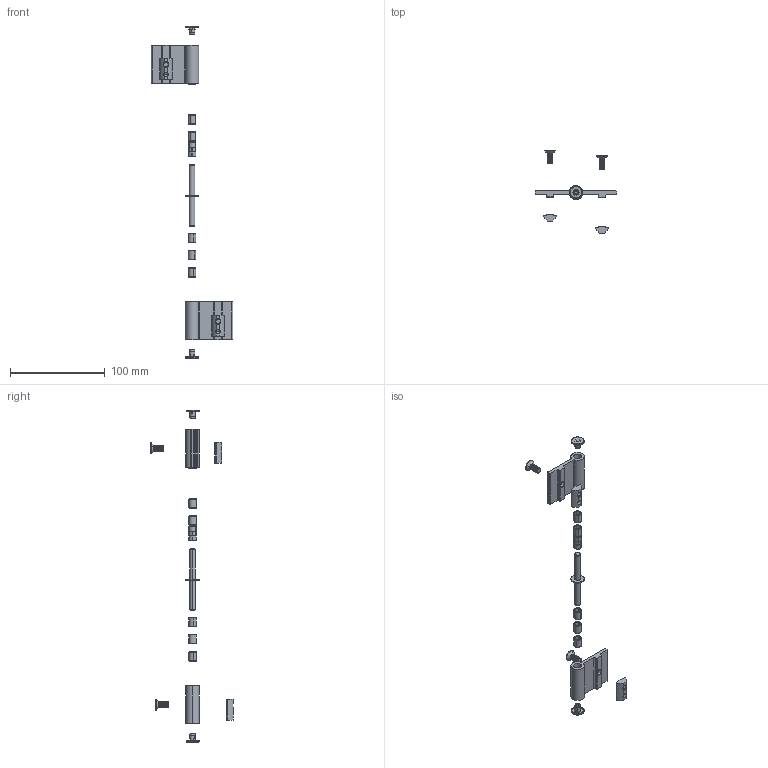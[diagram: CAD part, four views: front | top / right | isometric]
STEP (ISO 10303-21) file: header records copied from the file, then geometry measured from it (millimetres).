
FILE_DESCRIPTION(('STEP AP214'),'1');
FILE_NAME('fath_095al40n0840n08s01.stp','2017-04-24T02:23:15',('TraceParts'),('TraceParts S.A.'),'Spatial InterOp 3D',' ',' ');
FILE_SCHEMA(('automotive_design'));
Length unit declared in the file: millimetre
Products named in the file (17): fath_095al40n0840n08s01_1; fath_095al40n0840n08s01_2; fath_095al40n0840n08s01_3; fath_095al40n0840n08s01_4; fath_095al40n0840n08s01_5; fath_095al40n0840n08s01_6; fath_095al40n0840n08s01_7; fath_095al40n0840n08s01_8; fath_095al40n0840n08s01_9; fath_095al40n0840n08s01_10; fath_095al40n0840n08s01_11; fath_095al40n0840n08s01_12; fath_095al40n0840n08s01_13; fath_095al40n0840n08s01_14; fath_095al40n0840n08s01_15; fath_095al40n0840n08s01_16; fath_095al40n0840n08s01_17
Bounding box: 86 x 87.17 x 350.19 mm (x, y, z)
Volume: 28366.6 mm3; surface area: 22745.5 mm2
Topology: 17 solids, 17 shells, 548 faces, 1356 edges, 846 vertices
Faces by surface type: cone 216, cylinder 174, plane 146, torus 12
Entity records: 21421 total; most frequent: CARTESIAN_POINT 3299, DIRECTION 3038, ORIENTED_EDGE 2704, EDGE_CURVE 1352, AXIS2_PLACEMENT_3D 1209, VERTEX_POINT 846, CIRCLE 644, LINE 620
